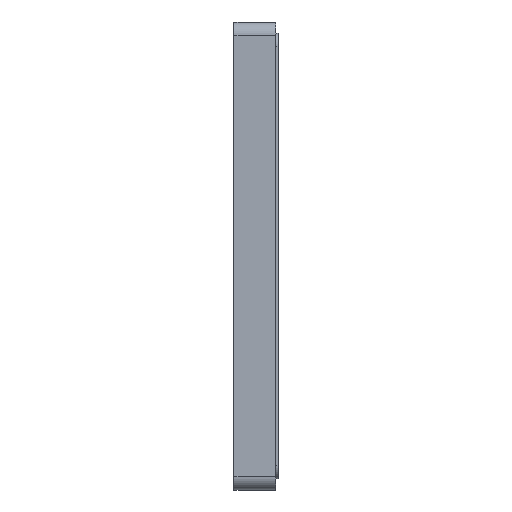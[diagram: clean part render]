
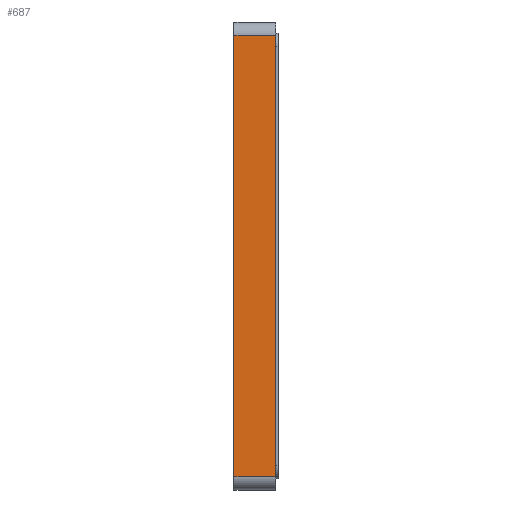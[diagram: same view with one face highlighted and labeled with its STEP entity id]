
A CAD part, left-side view. The second image highlights one B-rep face of the part: STEP entity #687.
In plain terms, the highlighted planar face has unit normal (-1, 0, 0).
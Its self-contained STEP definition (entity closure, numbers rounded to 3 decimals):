
#73 = CARTESIAN_POINT ( 'NONE',  ( -103., 10., -50. ) ) ;
#181 = DIRECTION ( 'NONE',  ( 1., 0., 0. ) ) ;
#412 = DIRECTION ( 'NONE',  ( 0., -1., 0. ) ) ;
#429 = ORIENTED_EDGE ( 'NONE', *, *, #880, .F. ) ;
#468 = VECTOR ( 'NONE', #1243, 1000. ) ;
#489 = LINE ( 'NONE', #2356, #468 ) ;
#545 = CARTESIAN_POINT ( 'NONE',  ( -103., 0.5, -50. ) ) ;
#556 = LINE ( 'NONE', #1309, #908 ) ;
#561 = FACE_OUTER_BOUND ( 'NONE', #921, .T. ) ;
#633 = VERTEX_POINT ( 'NONE', #545 ) ;
#687 = ADVANCED_FACE ( 'NONE', ( #561 ), #1274, .F. ) ;
#880 = EDGE_CURVE ( 'NONE', #1313, #2062, #1762, .T. ) ;
#892 = EDGE_CURVE ( 'NONE', #2288, #633, #489, .T. ) ;
#905 = VECTOR ( 'NONE', #1220, 1000. ) ;
#908 = VECTOR ( 'NONE', #1653, 1000. ) ;
#921 = EDGE_LOOP ( 'NONE', ( #1487, #925, #429, #1101 ) ) ;
#925 = ORIENTED_EDGE ( 'NONE', *, *, #1043, .F. ) ;
#1043 = EDGE_CURVE ( 'NONE', #2062, #2288, #556, .T. ) ;
#1087 = CARTESIAN_POINT ( 'NONE',  ( -103., 0.5, 50. ) ) ;
#1101 = ORIENTED_EDGE ( 'NONE', *, *, #1531, .T. ) ;
#1220 = DIRECTION ( 'NONE',  ( 0., 0., 1. ) ) ;
#1235 = CARTESIAN_POINT ( 'NONE',  ( -103., 10., 50. ) ) ;
#1243 = DIRECTION ( 'NONE',  ( 0., 0., -1. ) ) ;
#1274 = PLANE ( 'NONE',  #1658 ) ;
#1309 = CARTESIAN_POINT ( 'NONE',  ( -103., 10., 50. ) ) ;
#1313 = VERTEX_POINT ( 'NONE', #1608 ) ;
#1487 = ORIENTED_EDGE ( 'NONE', *, *, #892, .F. ) ;
#1531 = EDGE_CURVE ( 'NONE', #1313, #633, #2145, .T. ) ;
#1608 = CARTESIAN_POINT ( 'NONE',  ( -103., 10., -50. ) ) ;
#1653 = DIRECTION ( 'NONE',  ( 0., -1., 0. ) ) ;
#1658 = AXIS2_PLACEMENT_3D ( 'NONE', #2228, #181, #1684 ) ;
#1684 = DIRECTION ( 'NONE',  ( 0., 0., -1. ) ) ;
#1748 = CARTESIAN_POINT ( 'NONE',  ( -103., 10., -50. ) ) ;
#1762 = LINE ( 'NONE', #73, #905 ) ;
#1899 = VECTOR ( 'NONE', #412, 1000. ) ;
#2062 = VERTEX_POINT ( 'NONE', #1235 ) ;
#2145 = LINE ( 'NONE', #1748, #1899 ) ;
#2228 = CARTESIAN_POINT ( 'NONE',  ( -103., 10., -50. ) ) ;
#2288 = VERTEX_POINT ( 'NONE', #1087 ) ;
#2356 = CARTESIAN_POINT ( 'NONE',  ( -103., 0.5, 50. ) ) ;
